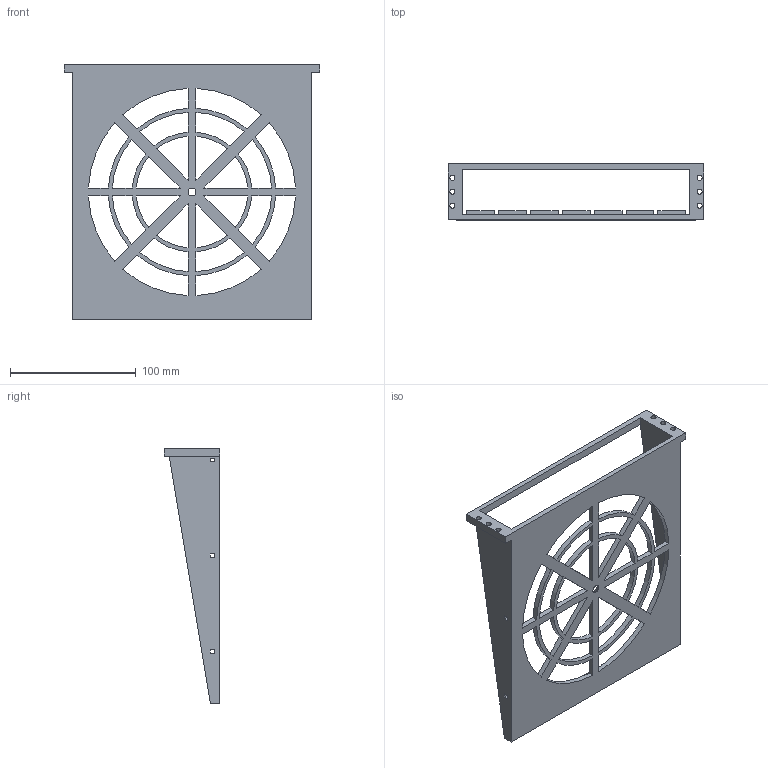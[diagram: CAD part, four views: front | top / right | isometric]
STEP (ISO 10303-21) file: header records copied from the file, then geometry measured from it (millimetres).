
FILE_DESCRIPTION(/* description */ ('STEP AP242','CAx-IF Rec.Pracs.---Representation and Presentation of Product Manufacturing Information (PMI)---4.0---2014-10-13','CAx-IF Rec.Pracs.---3D Tessellated Geometry---0.4---2014-09-14','2;1'),/* implementation_level */ '2;1');
FILE_NAME(/* name */ '63990a83dae81e0c41841bd5',/* time_stamp */ '2022-12-13T23:28:04+00:00',/* author */ (''),/* organization */ (''),/* preprocessor_version */ 'ST-DEVELOPER v18.102',/* originating_system */ ' ',/* authorisation */ ' ');
FILE_SCHEMA (('AP242_MANAGED_MODEL_BASED_3D_ENGINEERING_MIM_LF { 1 0 10303 442 1 1 4 }'));
Length unit declared in the file: metre
Products named in the file (1): Part 1
Bounding box: 203.2 x 44.45 x 203.2 mm (x, y, z)
Volume: 154559.1 mm3; surface area: 86760.8 mm2
Topology: 1 solids, 1 shells, 163 faces, 501 edges, 333 vertices
Faces by surface type: plane 115, cylinder 47, cone 1
Full cylindrical faces by diameter (mm): 4.064 x6, 6.35 x1
Entity records: 5700 total; most frequent: CARTESIAN_POINT 990, ORIENTED_EDGE 986, DIRECTION 916, EDGE_CURVE 493, LINE 398, VECTOR 398, VERTEX_POINT 333, AXIS2_PLACEMENT_3D 259
